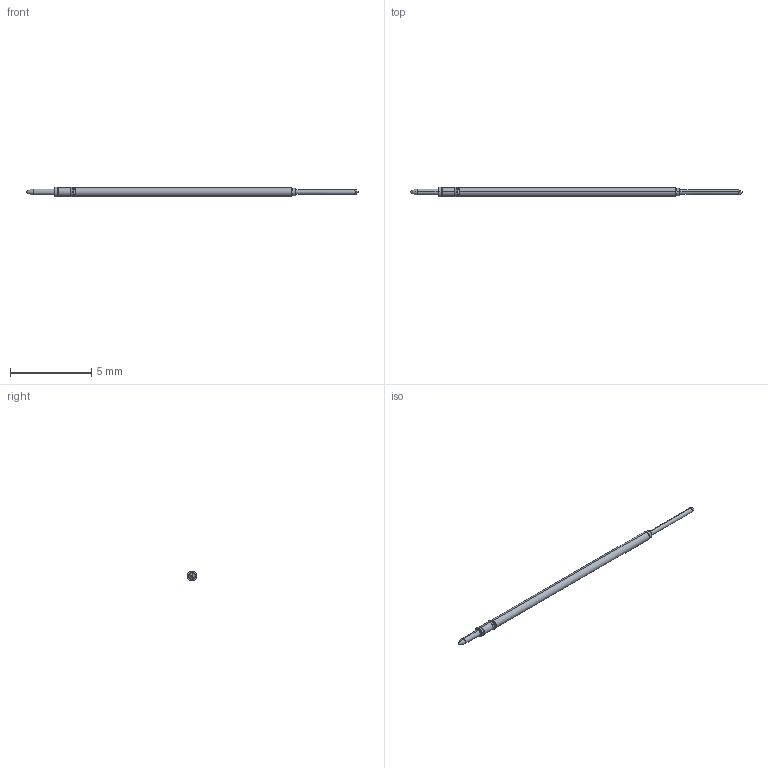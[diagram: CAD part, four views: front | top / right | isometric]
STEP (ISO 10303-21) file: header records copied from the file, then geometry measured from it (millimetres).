
FILE_DESCRIPTION (( 'STEP AP214' ), '1' );
FILE_NAME ('P-X31-TDS-02.STEP', '2016-03-29T14:03:15', ( 'spare' ), ( '' ), 'SwSTEP 2.0', 'SolidWorks 2016', '' );
FILE_SCHEMA (( 'AUTOMOTIVE_DESIGN' ));
Length unit declared in the file: inch
Products named in the file (1): P-X31-TDS-02
Bounding box: 20.4 x 0.6 x 0.6 mm (x, y, z)
Volume: 3.8 mm3; surface area: 30.8 mm2
Topology: 1 solids, 1 shells, 37 faces, 75 edges, 44 vertices
Faces by surface type: cylinder 16, plane 9, cone 8, torus 4
Entity records: 1486 total; most frequent: DIRECTION 186, CARTESIAN_POINT 172, ORIENTED_EDGE 150, AXIS2_PLACEMENT_3D 78, EDGE_CURVE 75, VERTEX_POINT 44, EDGE_LOOP 41, DIMENSIONAL_EXPONENTS 40
